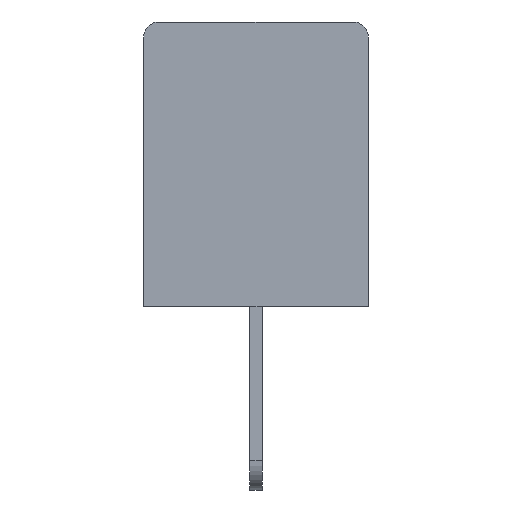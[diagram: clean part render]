
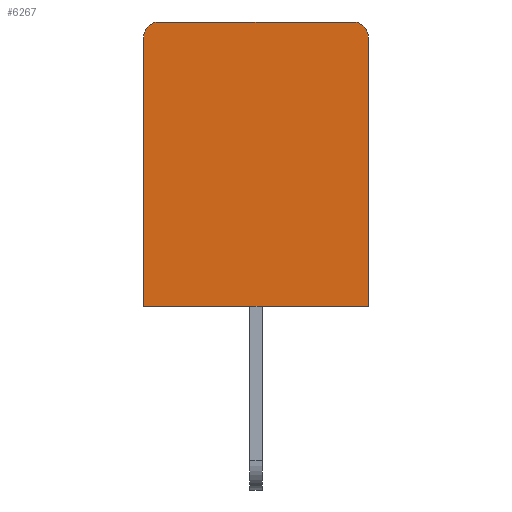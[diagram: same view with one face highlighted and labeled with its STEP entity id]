
A CAD part, left-side view. The second image highlights one B-rep face of the part: STEP entity #6267.
In plain terms, the highlighted planar face has unit normal (-1, 0, 0).
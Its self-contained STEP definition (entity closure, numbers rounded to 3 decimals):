
#37 = AXIS2_PLACEMENT_3D ( 'NONE', #1347, #1341, #1338 ) ;
#422 = LINE ( 'NONE', #7278, #436 ) ;
#436 = VECTOR ( 'NONE', #7267, 1000. ) ;
#1025 = CARTESIAN_POINT ( 'NONE',  ( -5.75, 6.35, 18.6 ) ) ;
#1026 = CARTESIAN_POINT ( 'NONE',  ( -5.75, -6.35, 18.6 ) ) ;
#1155 = CARTESIAN_POINT ( 'NONE',  ( -5.75, 7.35, 17.6 ) ) ;
#1159 = CARTESIAN_POINT ( 'NONE',  ( -5.75, -7.35, 0. ) ) ;
#1338 = DIRECTION ( 'NONE',  ( 0., 0., -1. ) ) ;
#1341 = DIRECTION ( 'NONE',  ( 1., 0., 0. ) ) ;
#1347 = CARTESIAN_POINT ( 'NONE',  ( -5.75, 0., 0. ) ) ;
#1375 = CARTESIAN_POINT ( 'NONE',  ( -5.75, 7.35, 0. ) ) ;
#1414 = CARTESIAN_POINT ( 'NONE',  ( -5.75, -7.35, 17.6 ) ) ;
#1518 = PLANE ( 'NONE',  #37 ) ;
#2105 = EDGE_LOOP ( 'NONE', ( #8179, #8113, #8248, #8190, #8080, #8110 ) ) ;
#2433 = EDGE_CURVE ( 'NONE', #6874, #6873, #5136, .T. ) ;
#2527 = EDGE_CURVE ( 'NONE', #6873, #6535, #5307, .T. ) ;
#2547 = EDGE_CURVE ( 'NONE', #6760, #6570, #5341, .T. ) ;
#2617 = EDGE_CURVE ( 'NONE', #6570, #6756, #5466, .T. ) ;
#2623 = EDGE_CURVE ( 'NONE', #6760, #6874, #5480, .T. ) ;
#2822 = AXIS2_PLACEMENT_3D ( 'NONE', #7572, #7569, #7568 ) ;
#2862 = AXIS2_PLACEMENT_3D ( 'NONE', #7879, #7877, #7876 ) ;
#2902 = EDGE_CURVE ( 'NONE', #6756, #6535, #422, .T. ) ;
#2954 = DIRECTION ( 'NONE',  ( 0., -1., 0. ) ) ;
#2956 = CARTESIAN_POINT ( 'NONE',  ( -5.75, 0., 18.6 ) ) ;
#5136 = LINE ( 'NONE', #2956, #5139 ) ;
#5139 = VECTOR ( 'NONE', #2954, 1000. ) ;
#5307 = CIRCLE ( 'NONE', #2822, 1. ) ;
#5341 = LINE ( 'NONE', #7449, #5344 ) ;
#5344 = VECTOR ( 'NONE', #7444, 1000. ) ;
#5466 = LINE ( 'NONE', #7903, #5469 ) ;
#5469 = VECTOR ( 'NONE', #7900, 1000. ) ;
#5480 = CIRCLE ( 'NONE', #2862, 1. ) ;
#6267 = ADVANCED_FACE ( 'NONE', ( #6447 ), #1518, .F. ) ;
#6447 = FACE_OUTER_BOUND ( 'NONE', #2105, .T. ) ;
#6535 = VERTEX_POINT ( 'NONE', #1414 ) ;
#6570 = VERTEX_POINT ( 'NONE', #1375 ) ;
#6756 = VERTEX_POINT ( 'NONE', #1159 ) ;
#6760 = VERTEX_POINT ( 'NONE', #1155 ) ;
#6873 = VERTEX_POINT ( 'NONE', #1026 ) ;
#6874 = VERTEX_POINT ( 'NONE', #1025 ) ;
#7267 = DIRECTION ( 'NONE',  ( 0., 0., 1. ) ) ;
#7278 = CARTESIAN_POINT ( 'NONE',  ( -5.75, -7.35, 0. ) ) ;
#7444 = DIRECTION ( 'NONE',  ( 0., 0., -1. ) ) ;
#7449 = CARTESIAN_POINT ( 'NONE',  ( -5.75, 7.35, 0. ) ) ;
#7568 = DIRECTION ( 'NONE',  ( 0., 0., -1. ) ) ;
#7569 = DIRECTION ( 'NONE',  ( 1., 0., 0. ) ) ;
#7572 = CARTESIAN_POINT ( 'NONE',  ( -5.75, -6.35, 17.6 ) ) ;
#7876 = DIRECTION ( 'NONE',  ( 0., 0., -1. ) ) ;
#7877 = DIRECTION ( 'NONE',  ( 1., 0., 0. ) ) ;
#7879 = CARTESIAN_POINT ( 'NONE',  ( -5.75, 6.35, 17.6 ) ) ;
#7900 = DIRECTION ( 'NONE',  ( 0., -1., 0. ) ) ;
#7903 = CARTESIAN_POINT ( 'NONE',  ( -5.75, 0., 0. ) ) ;
#8080 = ORIENTED_EDGE ( 'NONE', *, *, #2433, .F. ) ;
#8110 = ORIENTED_EDGE ( 'NONE', *, *, #2623, .F. ) ;
#8113 = ORIENTED_EDGE ( 'NONE', *, *, #2617, .T. ) ;
#8179 = ORIENTED_EDGE ( 'NONE', *, *, #2547, .T. ) ;
#8190 = ORIENTED_EDGE ( 'NONE', *, *, #2527, .F. ) ;
#8248 = ORIENTED_EDGE ( 'NONE', *, *, #2902, .T. ) ;
